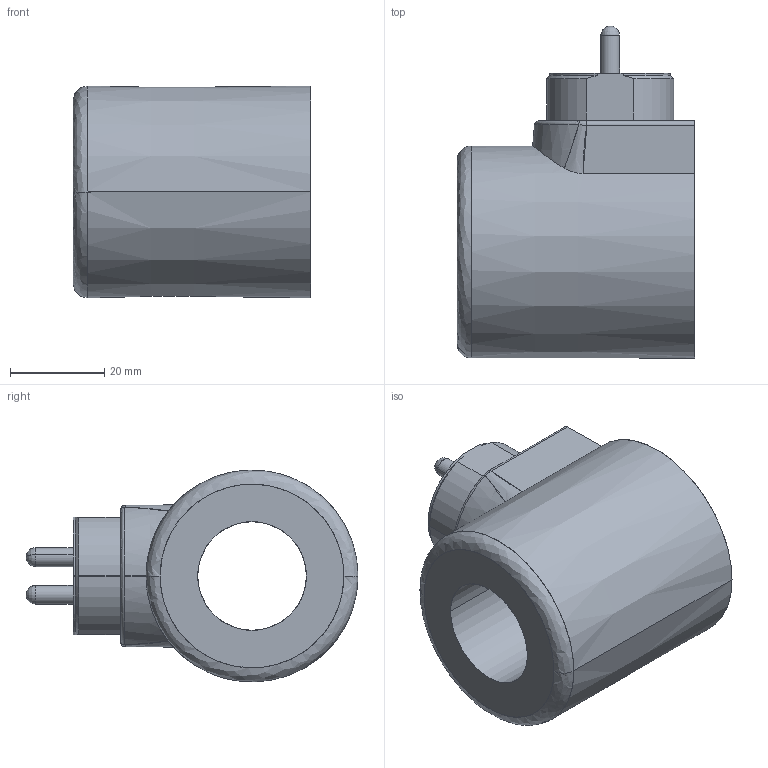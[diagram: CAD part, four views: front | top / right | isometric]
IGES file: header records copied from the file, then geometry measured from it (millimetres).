
Start section: SolidWorks IGES file using analytic representation for surfaces
Global section: file name: Magnetspule _45_Kostal.IGS; native system: SolidWorks 2014; preprocessor: SolidWorks 2014; author: Neubauer; date: 160712.144327; units: millimetre
Bounding box: 50.5 x 70.5 x 45 mm (x, y, z)
Surface area: 14939.6 mm2 (no closed solid volume)
Topology: 0 solids, 0 shells, 63 faces, 847 edges, 842 vertices
Faces by surface type: revolution 38, bspline 25
